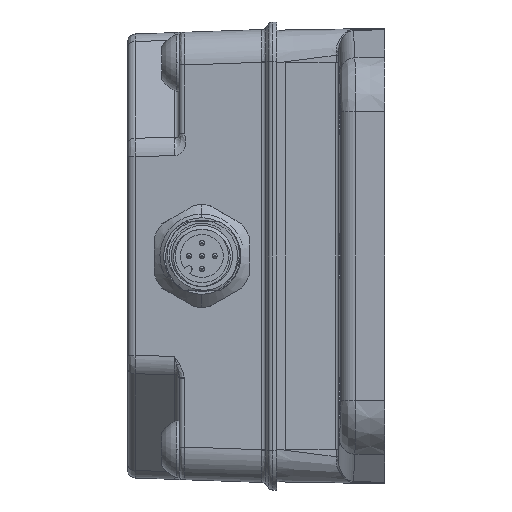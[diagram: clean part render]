
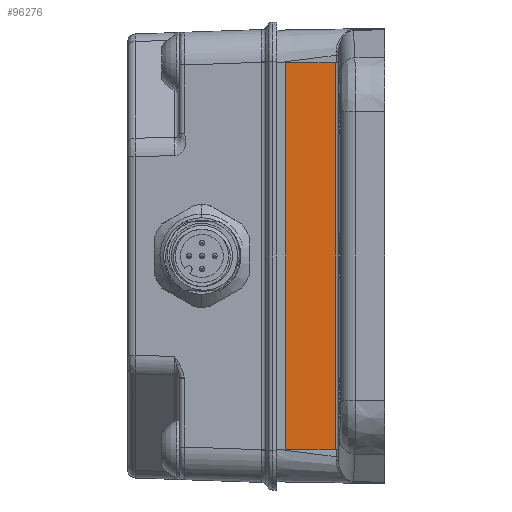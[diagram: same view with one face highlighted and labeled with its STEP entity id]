
A CAD part, left-side view. The second image highlights one B-rep face of the part: STEP entity #96276.
In plain terms, the highlighted planar face has unit normal (-1, 0, 0).
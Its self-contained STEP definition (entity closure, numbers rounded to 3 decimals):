
#23532=DIRECTION('',(0.,-1.,0.));
#23533=VECTOR('',#23532,9.709);
#23534=CARTESIAN_POINT('',(-63.1,19.2,-37.5));
#23535=LINE('',#23534,#23533);
#23540=DIRECTION('',(0.,0.,-1.));
#23541=VECTOR('',#23540,75.);
#23542=CARTESIAN_POINT('',(-63.1,19.2,37.5));
#23543=LINE('',#23542,#23541);
#23557=DIRECTION('',(0.,0.,-1.));
#23558=VECTOR('',#23557,75.);
#23559=CARTESIAN_POINT('',(-63.1,9.491,37.5));
#23560=LINE('',#23559,#23558);
#23561=DIRECTION('',(0.,-1.,0.));
#23562=VECTOR('',#23561,9.709);
#23563=CARTESIAN_POINT('',(-63.1,19.2,37.5));
#23564=LINE('',#23563,#23562);
#69966=CARTESIAN_POINT('',(-63.1,19.2,37.5));
#69967=CARTESIAN_POINT('',(-63.1,19.2,-37.5));
#69968=VERTEX_POINT('',#69966);
#69969=VERTEX_POINT('',#69967);
#70225=CARTESIAN_POINT('',(-63.1,9.491,-37.5));
#70227=VERTEX_POINT('',#70225);
#70228=CARTESIAN_POINT('',(-63.1,9.491,37.5));
#70229=VERTEX_POINT('',#70228);
#96265=CARTESIAN_POINT('',(-63.1,19.2,37.5));
#96266=DIRECTION('',(1.,0.,0.));
#96267=DIRECTION('',(0.,0.,-1.));
#96268=AXIS2_PLACEMENT_3D('',#96265,#96266,#96267);
#96269=PLANE('',#96268);
#96270=ORIENTED_EDGE('',*,*,#96211,.T.);
#96271=ORIENTED_EDGE('',*,*,#96230,.F.);
#96272=ORIENTED_EDGE('',*,*,#96243,.F.);
#96273=ORIENTED_EDGE('',*,*,#96255,.T.);
#96274=EDGE_LOOP('',(#96270,#96271,#96272,#96273));
#96275=FACE_OUTER_BOUND('',#96274,.F.);
#96276=ADVANCED_FACE('',(#96275),#96269,.F.);
#96211=EDGE_CURVE('',#70229,#70227,#23560,.T.);
#96230=EDGE_CURVE('',#69969,#70227,#23535,.T.);
#96243=EDGE_CURVE('',#69968,#69969,#23543,.T.);
#96255=EDGE_CURVE('',#69968,#70229,#23564,.T.);
